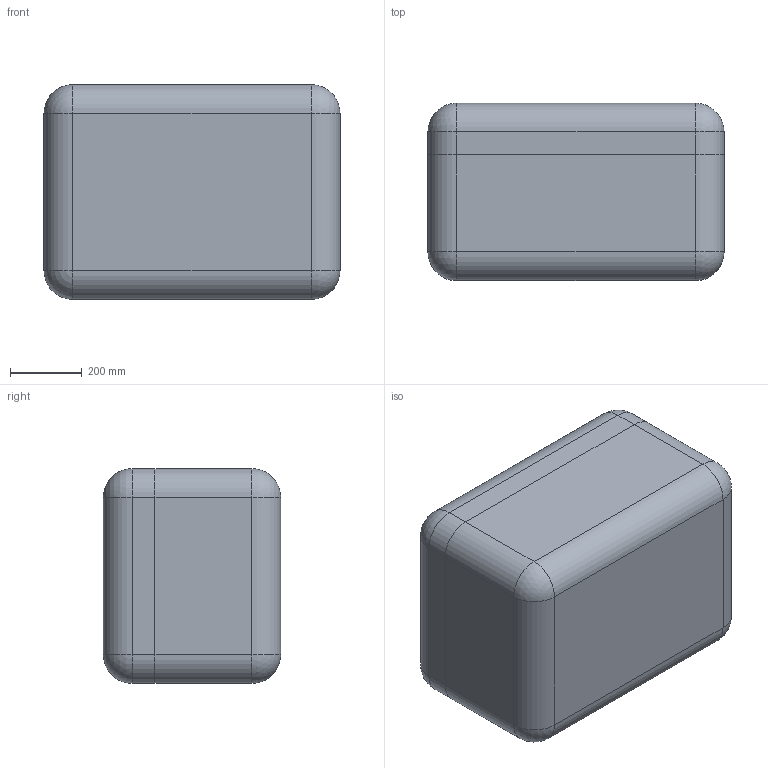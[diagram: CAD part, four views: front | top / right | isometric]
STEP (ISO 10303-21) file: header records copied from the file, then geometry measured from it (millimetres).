
FILE_DESCRIPTION (( 'STEP AP214' ), '1' );
FILE_NAME ('Êîíòåéíåð ÀÄÌÈÐÀË®ÏÐÎÔÅÑÑÈÎÍÀËÜÍÛÅ 103_óïðîùåííàÿ 3D-ìîäåëü.STEP', '2025-08-26T12:02:12', ( '' ), ( '' ), 'SwSTEP 2.0', 'SolidWorks 2021', '' );
FILE_SCHEMA (( 'AUTOMOTIVE_DESIGN' ));
Products named in the file (3): Lid 103-1; Êîíòåéíåð ÀÄÌÈÐÀË®ÏÐÎÔÅÑÑÈÎÍÀËÜÍÛÅ 103_óïðîùåííàÿ 3D-ìîäåëü; Base 103-1
Assembly tree (2 placements, depth 2):
  Êîíòåéíåð ÀÄÌÈÐÀË®ÏÐÎÔÅÑÑÈÎÍÀËÜÍÛÅ 103_óïðîùåííàÿ 3D-ìîäåëü
    Base 103-1
    Lid 103-1
Bounding box: 822.95 x 493.14 x 596.85 mm (x, y, z)
Volume: 91904781.4 mm3; surface area: 4902705.5 mm2
Topology: 2 solids, 2 shells, 1228 faces, 3034 edges, 1762 vertices
Faces by surface type: cylinder 521, bspline 320, plane 267, torus 88, cone 24, sphere 8
Entity records: 75198 total; most frequent: CARTESIAN_POINT 48265, ORIENTED_EDGE 5956, DIRECTION 5291, EDGE_CURVE 2978, AXIS2_PLACEMENT_3D 2041, VERTEX_POINT 1762, EDGE_LOOP 1240, ADVANCED_FACE 1228
